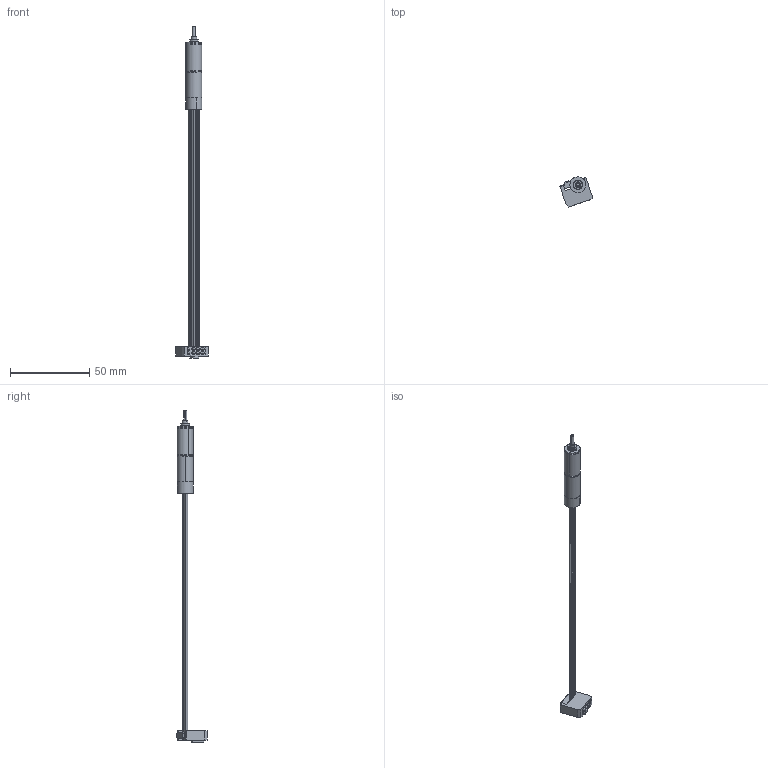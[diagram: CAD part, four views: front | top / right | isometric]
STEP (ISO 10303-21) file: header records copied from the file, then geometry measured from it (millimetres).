
FILE_DESCRIPTION (( 'STEP AP203' ), '1' );
FILE_NAME ('DCU10017P06-T104+RS10-12+PG10C-0256.STEP', '2022-07-18T08:51:20', ( '88' ), ( '' ), 'SwSTEP 2.0', 'SolidWorks 2014', '' );
FILE_SCHEMA (( 'CONFIG_CONTROL_DESIGN' ));
Length unit declared in the file: millimetre
Products named in the file (3): DCU10017+PG10C-0256(祥湍盄旰睿晤鎢ん); RS10HRS; DCU10017P06-T104+RS10-12+PG10C-0256
Assembly tree (2 placements, depth 2):
  DCU10017P06-T104+RS10-12+PG10C-0256
    DCU10017+PG10C-0256(祥湍盄旰睿晤鎢ん)
    RS10HRS
Bounding box: 20.25 x 18.95 x 209.65 mm (x, y, z)
Volume: 5885.5 mm3; surface area: 6829.2 mm2
Topology: 9 solids, 9 shells, 305 faces, 699 edges, 438 vertices
Faces by surface type: plane 204, cylinder 72, cone 13, bspline 12, sphere 4
Entity records: 9556 total; most frequent: CARTESIAN_POINT 2356, DIRECTION 1417, ORIENTED_EDGE 1392, EDGE_CURVE 696, LINE 511, VECTOR 511, AXIS2_PLACEMENT_3D 453, VERTEX_POINT 438
